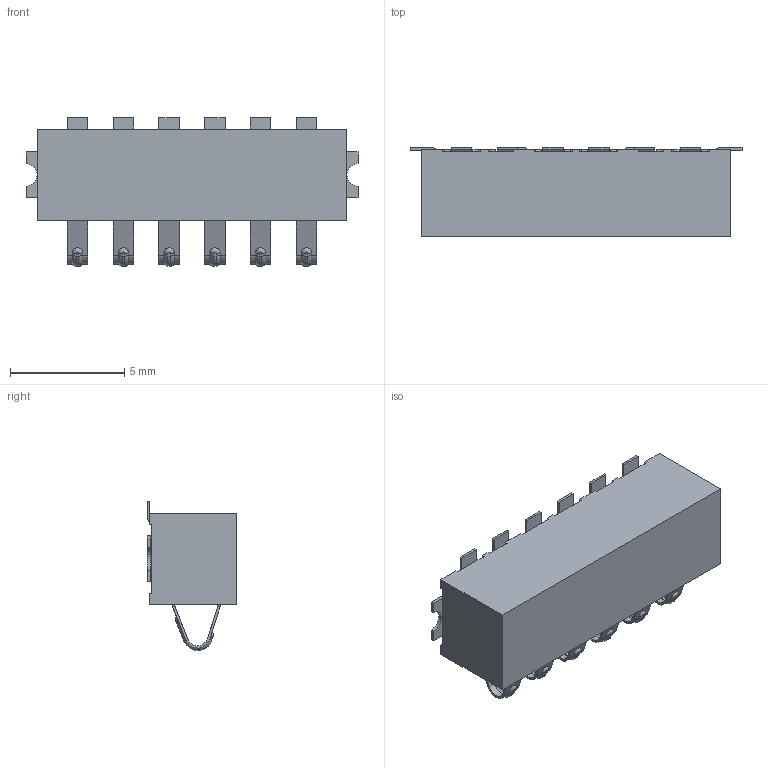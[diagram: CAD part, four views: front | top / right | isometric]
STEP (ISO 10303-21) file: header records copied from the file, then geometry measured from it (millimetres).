
FILE_DESCRIPTION(/* description */ ('STEP AP242','CAx-IF Rec.Pracs.---Representation and Presentation of Product Manufacturing Information (PMI)---4.0---2014-10-13','CAx-IF Rec.Pracs.---3D Tessellated Geometry---0.4---2014-09-14','2;1'),/* implementation_level */ '2;1');
FILE_NAME(/* name */ '63af8099dfe2187a3bce382a',/* time_stamp */ '2022-12-31T00:21:46+00:00',/* author */ (''),/* organization */ (''),/* preprocessor_version */ 'ST-DEVELOPER v18.102',/* originating_system */ ' ',/* authorisation */ ' ');
FILE_SCHEMA (('AP242_MANAGED_MODEL_BASED_3D_ENGINEERING_MIM_LF { 1 0 10303 442 1 1 4 }'));
Length unit declared in the file: metre
Products named in the file (2): Assembly 1; 00-9155-004-741-00X
Assembly tree (1 placements, depth 2):
  Assembly 1
    00-9155-004-741-00X
Bounding box: 14.5 x 3.9 x 6.5 mm (x, y, z)
Volume: 201.8 mm3; surface area: 341.4 mm2
Topology: 1 solids, 1 shells, 402 faces, 1102 edges, 702 vertices
Faces by surface type: plane 222, cylinder 132, torus 48
Entity records: 12761 total; most frequent: DIRECTION 2222, CARTESIAN_POINT 2222, ORIENTED_EDGE 2204, EDGE_CURVE 1102, LINE 782, VECTOR 782, AXIS2_PLACEMENT_3D 720, VERTEX_POINT 702
